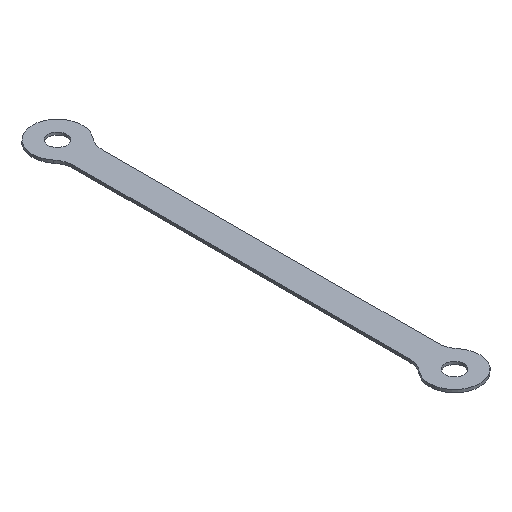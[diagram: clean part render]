
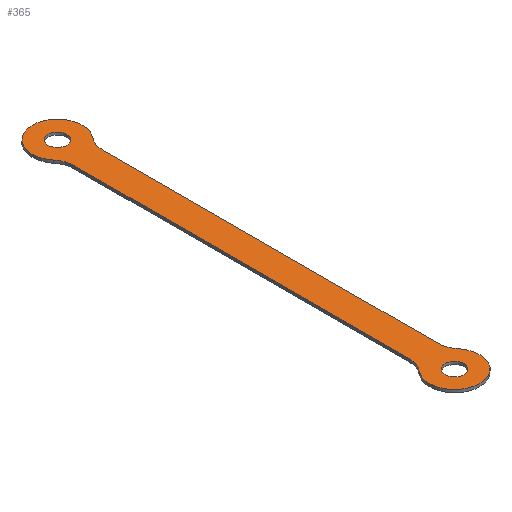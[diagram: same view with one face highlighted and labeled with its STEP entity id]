
A CAD part, isometric view. The second image highlights one B-rep face of the part: STEP entity #365.
In plain terms, the highlighted planar face has unit normal (0, 0, 1).
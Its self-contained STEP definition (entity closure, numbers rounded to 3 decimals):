
#24 = VERTEX_POINT('',#25);
#25 = CARTESIAN_POINT('',(1.,62.765,0.5));
#31 = EDGE_CURVE('',#24,#32,#34,.T.);
#32 = VERTEX_POINT('',#33);
#33 = CARTESIAN_POINT('',(1.,2.828,0.5));
#34 = LINE('',#35,#36);
#35 = CARTESIAN_POINT('',(1.,62.765,0.5));
#36 = VECTOR('',#37,1.);
#37 = DIRECTION('',(0.,-1.,0.));
#64 = VERTEX_POINT('',#65);
#65 = CARTESIAN_POINT('',(0.,0.,0.5));
#71 = EDGE_CURVE('',#64,#32,#72,.T.);
#72 = CIRCLE('',#73,4.5);
#73 = AXIS2_PLACEMENT_3D('',#74,#75,#76);
#74 = CARTESIAN_POINT('',(-3.5,2.828,0.5));
#75 = DIRECTION('',(0.,0.,1.));
#76 = DIRECTION('',(1.,0.,0.));
#95 = EDGE_CURVE('',#64,#96,#98,.T.);
#96 = VERTEX_POINT('',#97);
#97 = CARTESIAN_POINT('',(7.,0.,0.5));
#98 = CIRCLE('',#99,4.5);
#99 = AXIS2_PLACEMENT_3D('',#100,#101,#102);
#100 = CARTESIAN_POINT('',(3.5,-2.828,0.5));
#101 = DIRECTION('',(0.,0.,1.));
#102 = DIRECTION('',(1.,0.,0.));
#130 = VERTEX_POINT('',#131);
#131 = CARTESIAN_POINT('',(6.,2.828,0.5));
#137 = EDGE_CURVE('',#130,#96,#138,.T.);
#138 = CIRCLE('',#139,4.5);
#139 = AXIS2_PLACEMENT_3D('',#140,#141,#142);
#140 = CARTESIAN_POINT('',(10.5,2.828,0.5));
#141 = DIRECTION('',(0.,0.,1.));
#142 = DIRECTION('',(1.,0.,0.));
#161 = EDGE_CURVE('',#130,#162,#164,.T.);
#162 = VERTEX_POINT('',#163);
#163 = CARTESIAN_POINT('',(6.,62.765,0.5));
#164 = LINE('',#165,#166);
#165 = CARTESIAN_POINT('',(6.,2.828,0.5));
#166 = VECTOR('',#167,1.);
#167 = DIRECTION('',(0.,1.,0.));
#194 = VERTEX_POINT('',#195);
#195 = CARTESIAN_POINT('',(7.,65.593,0.5));
#201 = EDGE_CURVE('',#194,#162,#202,.T.);
#202 = CIRCLE('',#203,4.5);
#203 = AXIS2_PLACEMENT_3D('',#204,#205,#206);
#204 = CARTESIAN_POINT('',(10.5,62.765,0.5));
#205 = DIRECTION('',(0.,0.,1.));
#206 = DIRECTION('',(1.,0.,0.));
#225 = EDGE_CURVE('',#194,#226,#228,.T.);
#226 = VERTEX_POINT('',#227);
#227 = CARTESIAN_POINT('',(0.,65.593,0.5));
#228 = CIRCLE('',#229,4.5);
#229 = AXIS2_PLACEMENT_3D('',#230,#231,#232);
#230 = CARTESIAN_POINT('',(3.5,68.422,0.5));
#231 = DIRECTION('',(0.,0.,1.));
#232 = DIRECTION('',(1.,0.,0.));
#258 = EDGE_CURVE('',#24,#226,#259,.T.);
#259 = CIRCLE('',#260,4.5);
#260 = AXIS2_PLACEMENT_3D('',#261,#262,#263);
#261 = CARTESIAN_POINT('',(-3.5,62.765,0.5));
#262 = DIRECTION('',(0.,0.,1.));
#263 = DIRECTION('',(1.,0.,0.));
#284 = VERTEX_POINT('',#285);
#285 = CARTESIAN_POINT('',(5.2,68.422,0.5));
#291 = EDGE_CURVE('',#284,#284,#292,.T.);
#292 = CIRCLE('',#293,1.7);
#293 = AXIS2_PLACEMENT_3D('',#294,#295,#296);
#294 = CARTESIAN_POINT('',(3.5,68.422,0.5));
#295 = DIRECTION('',(0.,0.,1.));
#296 = DIRECTION('',(1.,0.,0.));
#317 = VERTEX_POINT('',#318);
#318 = CARTESIAN_POINT('',(5.2,-2.828,0.5));
#324 = EDGE_CURVE('',#317,#317,#325,.T.);
#325 = CIRCLE('',#326,1.7);
#326 = AXIS2_PLACEMENT_3D('',#327,#328,#329);
#327 = CARTESIAN_POINT('',(3.5,-2.828,0.5));
#328 = DIRECTION('',(0.,0.,1.));
#329 = DIRECTION('',(1.,0.,0.));
#365 = ADVANCED_FACE('',(#366,#376,#379),#382,.T.);
#366 = FACE_BOUND('',#367,.T.);
#367 = EDGE_LOOP('',(#368,#369,#370,#371,#372,#373,#374,#375));
#368 = ORIENTED_EDGE('',*,*,#31,.T.);
#369 = ORIENTED_EDGE('',*,*,#71,.F.);
#370 = ORIENTED_EDGE('',*,*,#95,.T.);
#371 = ORIENTED_EDGE('',*,*,#137,.F.);
#372 = ORIENTED_EDGE('',*,*,#161,.T.);
#373 = ORIENTED_EDGE('',*,*,#201,.F.);
#374 = ORIENTED_EDGE('',*,*,#225,.T.);
#375 = ORIENTED_EDGE('',*,*,#258,.F.);
#376 = FACE_BOUND('',#377,.F.);
#377 = EDGE_LOOP('',(#378));
#378 = ORIENTED_EDGE('',*,*,#291,.T.);
#379 = FACE_BOUND('',#380,.F.);
#380 = EDGE_LOOP('',(#381));
#381 = ORIENTED_EDGE('',*,*,#324,.T.);
#382 = PLANE('',#383);
#383 = AXIS2_PLACEMENT_3D('',#384,#385,#386);
#384 = CARTESIAN_POINT('',(3.5,32.797,0.5));
#385 = DIRECTION('',(0.,0.,1.));
#386 = DIRECTION('',(1.,0.,0.));
